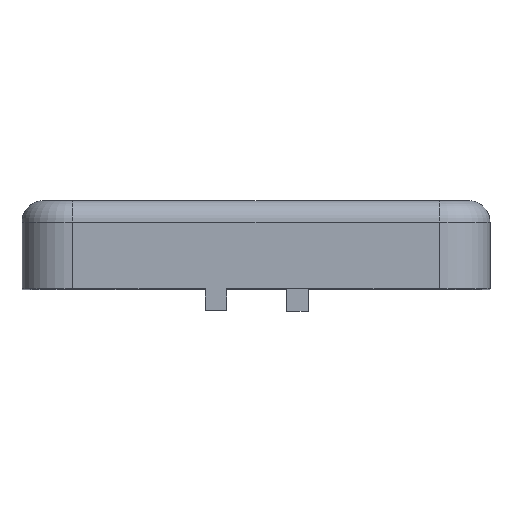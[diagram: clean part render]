
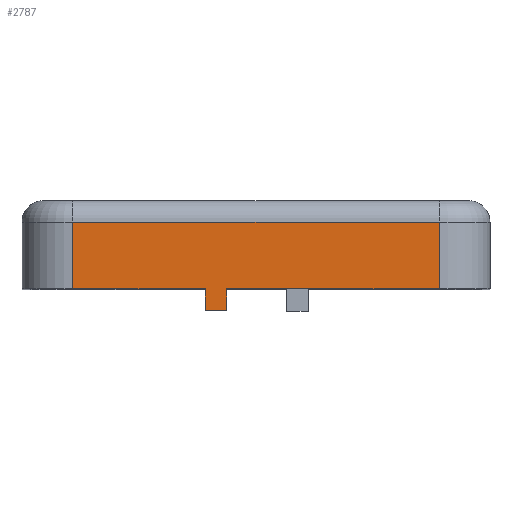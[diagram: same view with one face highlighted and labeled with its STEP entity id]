
A CAD part, top view. The second image highlights one B-rep face of the part: STEP entity #2787.
In plain terms, the highlighted planar face has unit normal (0, 0, 1).
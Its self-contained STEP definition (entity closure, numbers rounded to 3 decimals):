
#47 = ORIENTED_EDGE ( 'NONE', *, *, #1775, .F. ) ;
#52 = DIRECTION ( 'NONE',  ( 0., 1., 0. ) ) ;
#117 = EDGE_CURVE ( 'NONE', #2550, #2008, #1909, .T. ) ;
#189 = CARTESIAN_POINT ( 'NONE',  ( -6.85, -3.3, 11.65 ) ) ;
#303 = VECTOR ( 'NONE', #3156, 1000. ) ;
#312 = VECTOR ( 'NONE', #816, 1000. ) ;
#401 = CARTESIAN_POINT ( 'NONE',  ( -6.85, -0.8, 11.65 ) ) ;
#442 = CARTESIAN_POINT ( 'NONE',  ( 6.85, -3.3, 11.65 ) ) ;
#517 = AXIS2_PLACEMENT_3D ( 'NONE', #2121, #1576, #3148 ) ;
#567 = CARTESIAN_POINT ( 'NONE',  ( -1.1, -3.3, 11.65 ) ) ;
#731 = LINE ( 'NONE', #1892, #2343 ) ;
#763 = VECTOR ( 'NONE', #2254, 1000. ) ;
#765 = ORIENTED_EDGE ( 'NONE', *, *, #2451, .T. ) ;
#782 = CARTESIAN_POINT ( 'NONE',  ( -6.85, 0., 11.65 ) ) ;
#812 = EDGE_CURVE ( 'NONE', #1523, #1630, #731, .T. ) ;
#816 = DIRECTION ( 'NONE',  ( 0., -1., 0. ) ) ;
#874 = ORIENTED_EDGE ( 'NONE', *, *, #1942, .F. ) ;
#1031 = ORIENTED_EDGE ( 'NONE', *, *, #812, .F. ) ;
#1285 = PLANE ( 'NONE',  #517 ) ;
#1299 = CARTESIAN_POINT ( 'NONE',  ( 6.85, 0., 11.65 ) ) ;
#1339 = EDGE_CURVE ( 'NONE', #1523, #2454, #2794, .T. ) ;
#1357 = CARTESIAN_POINT ( 'NONE',  ( -6.85, -3.3, 11.65 ) ) ;
#1402 = LINE ( 'NONE', #1357, #1491 ) ;
#1418 = CARTESIAN_POINT ( 'NONE',  ( -6.85, -3.3, 11.65 ) ) ;
#1491 = VECTOR ( 'NONE', #2156, 1000. ) ;
#1513 = ORIENTED_EDGE ( 'NONE', *, *, #1339, .T. ) ;
#1523 = VERTEX_POINT ( 'NONE', #1777 ) ;
#1554 = ORIENTED_EDGE ( 'NONE', *, *, #3383, .T. ) ;
#1557 = VERTEX_POINT ( 'NONE', #442 ) ;
#1576 = DIRECTION ( 'NONE',  ( 0., 0., 1. ) ) ;
#1584 = VERTEX_POINT ( 'NONE', #189 ) ;
#1608 = DIRECTION ( 'NONE',  ( -1., 0., 0. ) ) ;
#1630 = VERTEX_POINT ( 'NONE', #2885 ) ;
#1671 = CARTESIAN_POINT ( 'NONE',  ( 6.85, -0.8, 11.65 ) ) ;
#1775 = EDGE_CURVE ( 'NONE', #2008, #1557, #2500, .T. ) ;
#1777 = CARTESIAN_POINT ( 'NONE',  ( -1.1, -4.1, 11.65 ) ) ;
#1810 = ORIENTED_EDGE ( 'NONE', *, *, #1986, .T. ) ;
#1824 = LINE ( 'NONE', #782, #303 ) ;
#1827 = ORIENTED_EDGE ( 'NONE', *, *, #117, .F. ) ;
#1892 = CARTESIAN_POINT ( 'NONE',  ( -1.1, -4.1, 11.65 ) ) ;
#1909 = LINE ( 'NONE', #2602, #2651 ) ;
#1942 = EDGE_CURVE ( 'NONE', #1630, #2259, #2789, .T. ) ;
#1958 = DIRECTION ( 'NONE',  ( 0., 1., 0. ) ) ;
#1986 = EDGE_CURVE ( 'NONE', #2454, #1557, #2702, .T. ) ;
#2008 = VERTEX_POINT ( 'NONE', #1671 ) ;
#2048 = VECTOR ( 'NONE', #1958, 1000. ) ;
#2121 = CARTESIAN_POINT ( 'NONE',  ( -6.85, 0., 11.65 ) ) ;
#2156 = DIRECTION ( 'NONE',  ( 1., 0., 0. ) ) ;
#2233 = EDGE_LOOP ( 'NONE', ( #1554, #874, #1031, #1513, #1810, #47, #1827, #765 ) ) ;
#2254 = DIRECTION ( 'NONE',  ( 1., 0., 0. ) ) ;
#2259 = VERTEX_POINT ( 'NONE', #3365 ) ;
#2343 = VECTOR ( 'NONE', #1608, 1000. ) ;
#2350 = DIRECTION ( 'NONE',  ( 1., 0., 0. ) ) ;
#2451 = EDGE_CURVE ( 'NONE', #2550, #1584, #1824, .T. ) ;
#2454 = VERTEX_POINT ( 'NONE', #567 ) ;
#2500 = LINE ( 'NONE', #1299, #312 ) ;
#2536 = VECTOR ( 'NONE', #52, 1000. ) ;
#2550 = VERTEX_POINT ( 'NONE', #401 ) ;
#2602 = CARTESIAN_POINT ( 'NONE',  ( -6.85, -0.8, 11.65 ) ) ;
#2651 = VECTOR ( 'NONE', #2350, 1000. ) ;
#2702 = LINE ( 'NONE', #1418, #763 ) ;
#2761 = CARTESIAN_POINT ( 'NONE',  ( -1.1, -4.954, 11.65 ) ) ;
#2787 = ADVANCED_FACE ( 'NONE', ( #3147 ), #1285, .T. ) ;
#2789 = LINE ( 'NONE', #2942, #2536 ) ;
#2794 = LINE ( 'NONE', #2761, #2048 ) ;
#2885 = CARTESIAN_POINT ( 'NONE',  ( -1.9, -4.1, 11.65 ) ) ;
#2942 = CARTESIAN_POINT ( 'NONE',  ( -1.9, -4.954, 11.65 ) ) ;
#3147 = FACE_OUTER_BOUND ( 'NONE', #2233, .T. ) ;
#3148 = DIRECTION ( 'NONE',  ( 1., 0., 0. ) ) ;
#3156 = DIRECTION ( 'NONE',  ( 0., -1., 0. ) ) ;
#3365 = CARTESIAN_POINT ( 'NONE',  ( -1.9, -3.3, 11.65 ) ) ;
#3383 = EDGE_CURVE ( 'NONE', #1584, #2259, #1402, .T. ) ;
